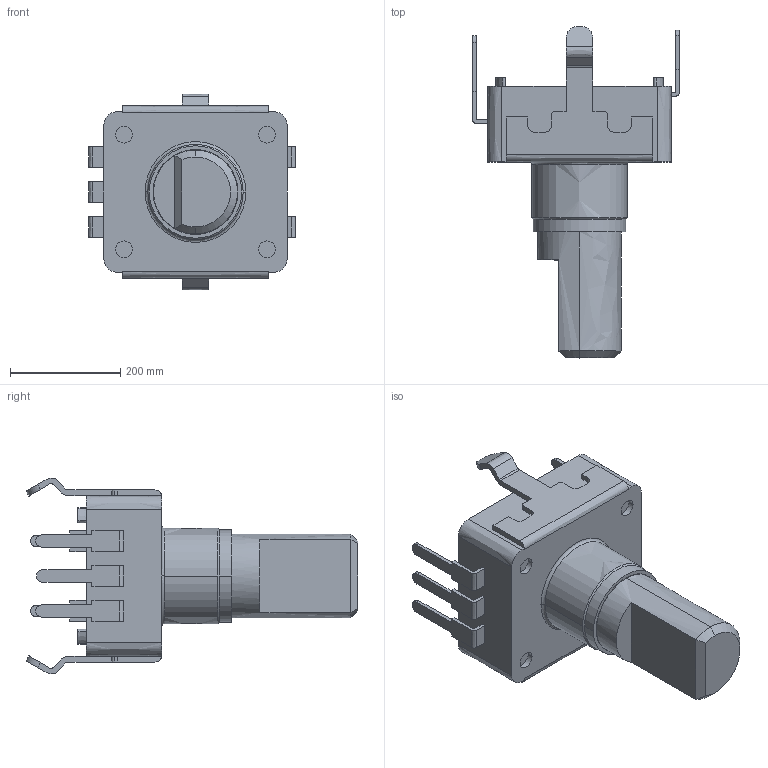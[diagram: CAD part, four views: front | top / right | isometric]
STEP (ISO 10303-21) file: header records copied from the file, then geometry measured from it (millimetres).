
FILE_DESCRIPTION((''),'2;1');
FILE_NAME('PEC12','2007-04-17T',('RICKB'),('Bourns, Inc.'),'PRO/ENGINEER BY PARAMETRIC TECHNOLOGY CORPORATION, 2001200','PRO/ENGINEER BY PARAMETRIC TECHNOLOGY CORPORATION, 2001200','');
FILE_SCHEMA(('AUTOMOTIVE_DESIGN_CC2 { 1 2 10303 214 -1 1 5 2 }'));
Length unit declared in the file: inch
Products named in the file (1): PEC12
Bounding box: 374.65 x 601.98 x 355.58 mm (x, y, z)
Volume: 17743678.6 mm3; surface area: 753613.4 mm2
Topology: 2 solids, 2 shells, 204 faces, 531 edges, 346 vertices
Faces by surface type: bspline 204
Entity records: 7536 total; most frequent: CARTESIAN_POINT 3055, ORIENTED_EDGE 1062, DIRECTION 682, EDGE_CURVE 531, VECTOR 376, LINE 376, VERTEX_POINT 346, EDGE_LOOP 219
